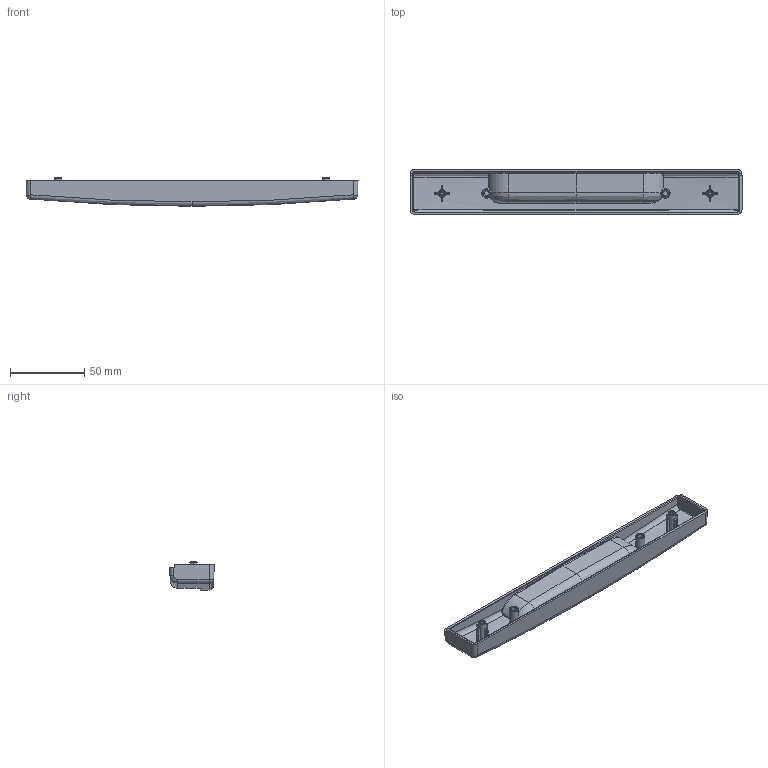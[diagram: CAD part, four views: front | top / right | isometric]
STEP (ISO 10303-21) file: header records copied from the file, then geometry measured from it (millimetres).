
FILE_DESCRIPTION (( 'STEP AP214' ), '1' );
FILE_NAME ('1844_040_rev_03.STEP', '2014-09-17T18:47:59', ( '' ), ( '' ), 'SwSTEP 2.0', 'SolidWorks 2013', '' );
FILE_SCHEMA (( 'AUTOMOTIVE_DESIGN' ));
Length unit declared in the file: millimetre
Products named in the file (1): 1844_040_rev_03
Bounding box: 223 x 29.92 x 19 mm (x, y, z)
Volume: 24447.7 mm3; surface area: 26411.4 mm2
Topology: 1 solids, 1 shells, 288 faces, 699 edges, 415 vertices
Faces by surface type: bspline 122, cylinder 63, plane 41, cone 34, torus 28
Entity records: 11652 total; most frequent: CARTESIAN_POINT 6037, ORIENTED_EDGE 1390, DIRECTION 899, EDGE_CURVE 695, VERTEX_POINT 415, AXIS2_PLACEMENT_3D 381, EDGE_LOOP 294, FACE_OUTER_BOUND 288
